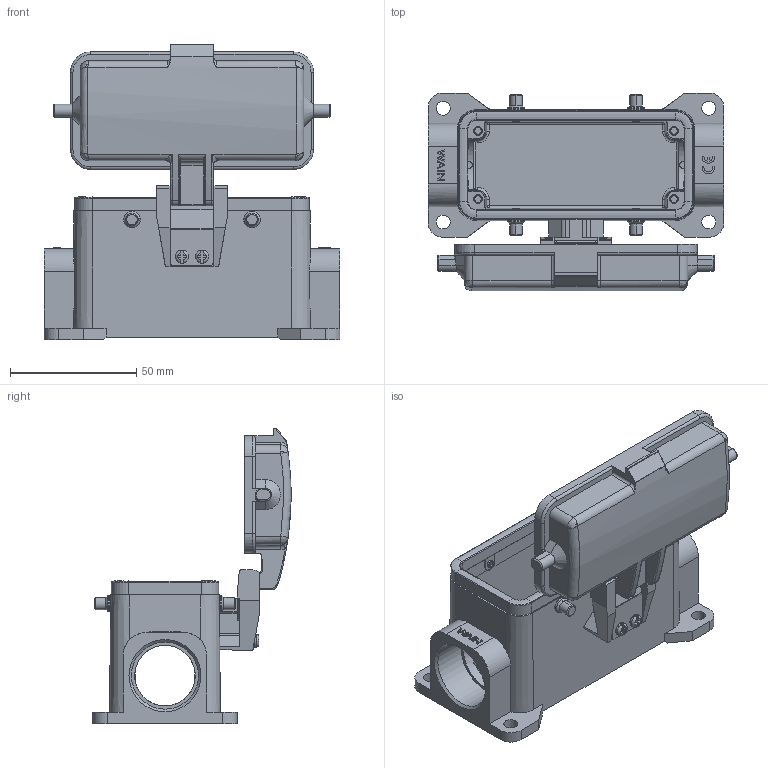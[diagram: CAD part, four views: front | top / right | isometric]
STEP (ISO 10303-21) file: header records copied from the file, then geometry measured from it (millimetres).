
FILE_DESCRIPTION(/* description */ (''),/* implementation_level */ '2;1');
FILE_NAME(/* name */ 'H16B-SF-4B-CV-2PG21.stp',/* time_stamp */ '2023-09-07T13:13:27+08:00',/* author */ (''),/* organization */ (''),/* preprocessor_version */ 'ST-DEVELOPER v18.1',/* originating_system */ 'SIEMENS PLM Software NX 1980',/* authorisation */ '');
FILE_SCHEMA (('AUTOMOTIVE_DESIGN { 1 0 10303 214 3 1 1 1 }'));
Products named in the file (1): 138446A48C6Cldel
Bounding box: 117 x 78.39 x 116.82 mm (x, y, z)
Volume: 115701.4 mm3; surface area: 70132.2 mm2
Topology: 13 solids, 13 shells, 1133 faces, 2970 edges, 1881 vertices
Faces by surface type: cylinder 494, plane 404, torus 90, cone 66, bspline 60, sphere 19
Full cylindrical faces by diameter (mm): 3 x7, 4 x2, 24 x2, 26.5 x2
Entity records: 53796 total; most frequent: CARTESIAN_POINT 27068, ORIENTED_EDGE 5864, DIRECTION 5086, EDGE_CURVE 2932, VERTEX_POINT 1870, AXIS2_PLACEMENT_3D 1835, LINE 1416, VECTOR 1416
